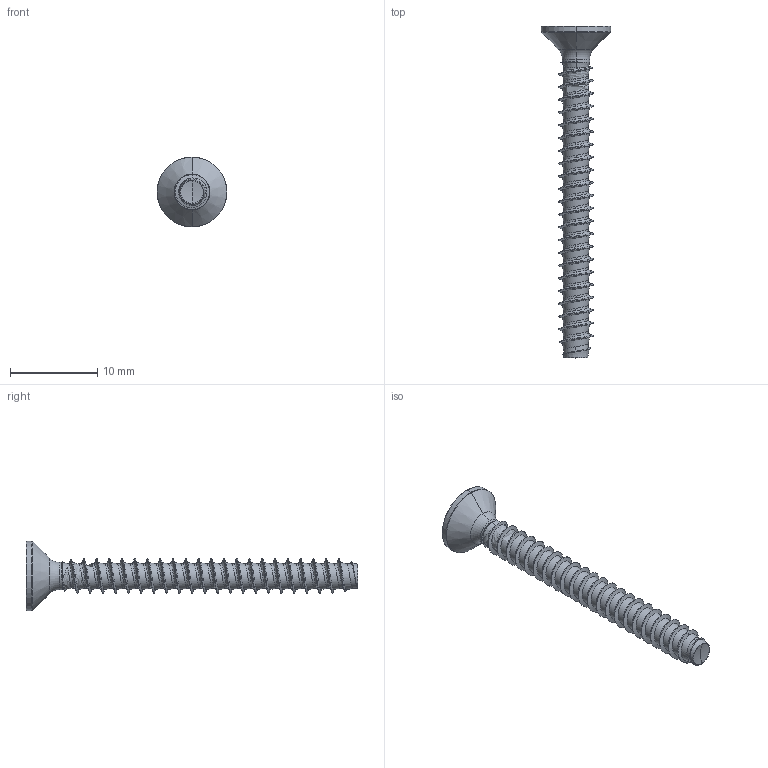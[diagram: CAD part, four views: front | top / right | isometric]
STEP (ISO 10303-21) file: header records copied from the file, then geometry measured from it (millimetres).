
FILE_DESCRIPTION (( 'STEP AP203' ), '1' );
FILE_NAME ('STP410400380.STEP', '2020-09-04T14:08:45', ( '' ), ( '' ), 'SwSTEP 2.0', 'SolidWorks 2015', '' );
FILE_SCHEMA (( 'CONFIG_CONTROL_DESIGN' ));
Length unit declared in the file: millimetre
Products named in the file (2): STP410400380
Bounding box: 8 x 38 x 8 mm (x, y, z)
Volume: 338.3 mm3; surface area: 666.9 mm2
Topology: 1 solids, 1 shells, 129 faces, 334 edges, 207 vertices
Faces by surface type: cylinder 71, bspline 35, cone 13, torus 6, sphere 2, plane 2
Entity records: 36004 total; most frequent: CARTESIAN_POINT 33221, ORIENTED_EDGE 664, DIRECTION 400, EDGE_CURVE 332, VERTEX_POINT 207, AXIS2_PLACEMENT_3D 156, B_SPLINE_CURVE_WITH_KNOTS 138, EDGE_LOOP 131
